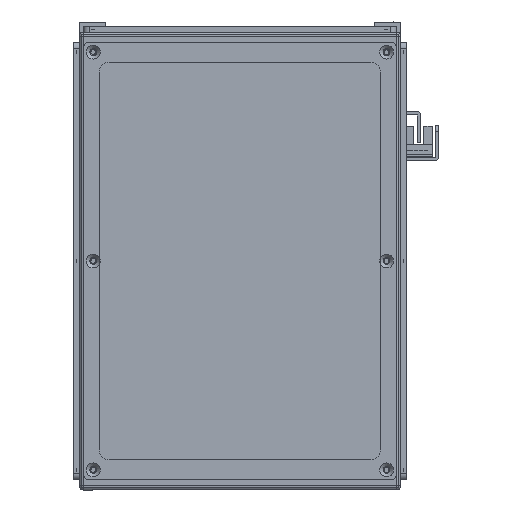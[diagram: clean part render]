
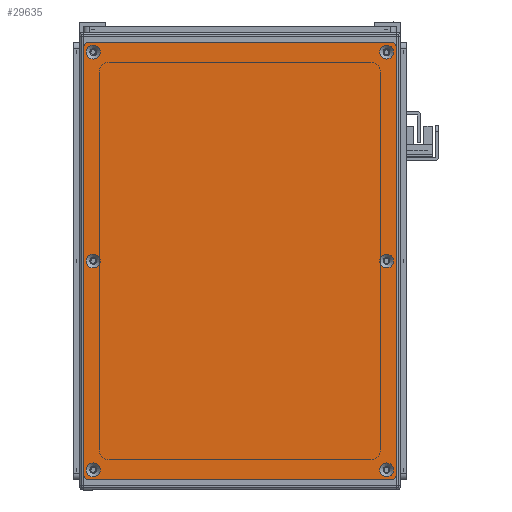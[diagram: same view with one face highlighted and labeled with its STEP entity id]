
A CAD part, front view. The second image highlights one B-rep face of the part: STEP entity #29635.
In plain terms, the highlighted planar face has unit normal (0, -1, 0).
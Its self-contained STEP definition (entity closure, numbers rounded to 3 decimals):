
#1809=FACE_BOUND('',#6589,.T.);
#1810=FACE_BOUND('',#6590,.T.);
#1811=FACE_BOUND('',#6591,.T.);
#1812=FACE_BOUND('',#6592,.T.);
#1813=FACE_BOUND('',#6593,.T.);
#1814=FACE_BOUND('',#6594,.T.);
#2464=PLANE('',#32938);
#4680=FACE_OUTER_BOUND('',#6588,.T.);
#6588=EDGE_LOOP('',(#27881,#27882,#27883,#27884,#27885,#27886,#27887,#27888));
#6589=EDGE_LOOP('',(#27889));
#6590=EDGE_LOOP('',(#27890));
#6591=EDGE_LOOP('',(#27891));
#6592=EDGE_LOOP('',(#27892));
#6593=EDGE_LOOP('',(#27893));
#6594=EDGE_LOOP('',(#27894));
#8970=LINE('',#52728,#11339);
#8971=LINE('',#52732,#11340);
#8972=LINE('',#52736,#11341);
#8973=LINE('',#52739,#11342);
#11339=VECTOR('',#41180,10.);
#11340=VECTOR('',#41183,10.);
#11341=VECTOR('',#41186,10.);
#11342=VECTOR('',#41189,10.);
#12725=CIRCLE('',#32906,3.45);
#12728=CIRCLE('',#32911,3.45);
#12731=CIRCLE('',#32916,3.45);
#12734=CIRCLE('',#32921,3.45);
#12737=CIRCLE('',#32926,3.45);
#12740=CIRCLE('',#32931,3.45);
#12743=CIRCLE('',#32936,3.);
#12745=CIRCLE('',#32939,3.);
#12746=CIRCLE('',#32940,3.);
#12747=CIRCLE('',#32941,3.);
#15488=VERTEX_POINT('',#52658);
#15491=VERTEX_POINT('',#52668);
#15494=VERTEX_POINT('',#52678);
#15497=VERTEX_POINT('',#52688);
#15500=VERTEX_POINT('',#52698);
#15503=VERTEX_POINT('',#52708);
#15506=VERTEX_POINT('',#52718);
#15507=VERTEX_POINT('',#52719);
#15510=VERTEX_POINT('',#52727);
#15511=VERTEX_POINT('',#52729);
#15512=VERTEX_POINT('',#52731);
#15513=VERTEX_POINT('',#52733);
#15514=VERTEX_POINT('',#52735);
#15515=VERTEX_POINT('',#52737);
#19611=EDGE_CURVE('',#15488,#15488,#12725,.T.);
#19616=EDGE_CURVE('',#15491,#15491,#12728,.T.);
#19621=EDGE_CURVE('',#15494,#15494,#12731,.T.);
#19626=EDGE_CURVE('',#15497,#15497,#12734,.T.);
#19631=EDGE_CURVE('',#15500,#15500,#12737,.T.);
#19636=EDGE_CURVE('',#15503,#15503,#12740,.T.);
#19641=EDGE_CURVE('',#15506,#15507,#12743,.T.);
#19645=EDGE_CURVE('',#15506,#15510,#8970,.T.);
#19646=EDGE_CURVE('',#15511,#15510,#12745,.T.);
#19647=EDGE_CURVE('',#15511,#15512,#8971,.T.);
#19648=EDGE_CURVE('',#15513,#15512,#12746,.T.);
#19649=EDGE_CURVE('',#15513,#15514,#8972,.T.);
#19650=EDGE_CURVE('',#15515,#15514,#12747,.T.);
#19651=EDGE_CURVE('',#15515,#15507,#8973,.T.);
#27881=ORIENTED_EDGE('',*,*,#19641,.F.);
#27882=ORIENTED_EDGE('',*,*,#19645,.T.);
#27883=ORIENTED_EDGE('',*,*,#19646,.F.);
#27884=ORIENTED_EDGE('',*,*,#19647,.T.);
#27885=ORIENTED_EDGE('',*,*,#19648,.F.);
#27886=ORIENTED_EDGE('',*,*,#19649,.T.);
#27887=ORIENTED_EDGE('',*,*,#19650,.F.);
#27888=ORIENTED_EDGE('',*,*,#19651,.T.);
#27889=ORIENTED_EDGE('',*,*,#19611,.T.);
#27890=ORIENTED_EDGE('',*,*,#19616,.T.);
#27891=ORIENTED_EDGE('',*,*,#19621,.T.);
#27892=ORIENTED_EDGE('',*,*,#19626,.T.);
#27893=ORIENTED_EDGE('',*,*,#19631,.T.);
#27894=ORIENTED_EDGE('',*,*,#19636,.T.);
#29635=ADVANCED_FACE('',(#4680,#1809,#1810,#1811,#1812,#1813,#1814),#2464,
 .T.);
#32906=AXIS2_PLACEMENT_3D('',#52659,#41100,#41101);
#32911=AXIS2_PLACEMENT_3D('',#52669,#41112,#41113);
#32916=AXIS2_PLACEMENT_3D('',#52679,#41124,#41125);
#32921=AXIS2_PLACEMENT_3D('',#52689,#41136,#41137);
#32926=AXIS2_PLACEMENT_3D('',#52699,#41148,#41149);
#32931=AXIS2_PLACEMENT_3D('',#52709,#41160,#41161);
#32936=AXIS2_PLACEMENT_3D('',#52720,#41172,#41173);
#32938=AXIS2_PLACEMENT_3D('',#52726,#41178,#41179);
#32939=AXIS2_PLACEMENT_3D('',#52730,#41181,#41182);
#32940=AXIS2_PLACEMENT_3D('',#52734,#41184,#41185);
#32941=AXIS2_PLACEMENT_3D('',#52738,#41187,#41188);
#41100=DIRECTION('center_axis',(0.,1.,0.));
#41101=DIRECTION('ref_axis',(1.,0.,0.));
#41112=DIRECTION('center_axis',(0.,1.,0.));
#41113=DIRECTION('ref_axis',(1.,0.,0.));
#41124=DIRECTION('center_axis',(0.,1.,0.));
#41125=DIRECTION('ref_axis',(1.,0.,0.));
#41136=DIRECTION('center_axis',(0.,1.,0.));
#41137=DIRECTION('ref_axis',(1.,0.,0.));
#41148=DIRECTION('center_axis',(0.,1.,0.));
#41149=DIRECTION('ref_axis',(1.,0.,0.));
#41160=DIRECTION('center_axis',(0.,1.,0.));
#41161=DIRECTION('ref_axis',(1.,0.,0.));
#41172=DIRECTION('center_axis',(0.,1.,0.));
#41173=DIRECTION('ref_axis',(-0.707,0.,0.707));
#41178=DIRECTION('center_axis',(0.,-1.,0.));
#41179=DIRECTION('ref_axis',(0.,0.,-1.));
#41180=DIRECTION('',(0.,0.,-1.));
#41181=DIRECTION('center_axis',(0.,1.,0.));
#41182=DIRECTION('ref_axis',(-0.707,0.,-0.707));
#41183=DIRECTION('',(1.,0.,0.));
#41184=DIRECTION('center_axis',(0.,1.,0.));
#41185=DIRECTION('ref_axis',(0.707,0.,-0.707));
#41186=DIRECTION('',(0.,0.,1.));
#41187=DIRECTION('center_axis',(0.,1.,0.));
#41188=DIRECTION('ref_axis',(0.707,0.,0.707));
#41189=DIRECTION('',(-1.,0.,0.));
#52658=CARTESIAN_POINT('',(100.55,-1.5,73.));
#52659=CARTESIAN_POINT('Origin',(104.,-1.5,73.));
#52668=CARTESIAN_POINT('',(-107.45,-1.5,-73.));
#52669=CARTESIAN_POINT('Origin',(-104.,-1.5,-73.));
#52678=CARTESIAN_POINT('',(-3.45,-1.5,73.));
#52679=CARTESIAN_POINT('Origin',(0.,-1.5,73.));
#52688=CARTESIAN_POINT('',(-3.45,-1.5,-73.));
#52689=CARTESIAN_POINT('Origin',(0.,-1.5,-73.));
#52698=CARTESIAN_POINT('',(-107.45,-1.5,73.));
#52699=CARTESIAN_POINT('Origin',(-104.,-1.5,73.));
#52708=CARTESIAN_POINT('',(100.55,-1.5,-73.));
#52709=CARTESIAN_POINT('Origin',(104.,-1.5,-73.));
#52718=CARTESIAN_POINT('',(-109.,-1.5,75.));
#52719=CARTESIAN_POINT('',(-106.,-1.5,78.));
#52720=CARTESIAN_POINT('Origin',(-106.,-1.5,75.));
#52726=CARTESIAN_POINT('Origin',(0.,-1.5,0.));
#52727=CARTESIAN_POINT('',(-109.,-1.5,-75.));
#52728=CARTESIAN_POINT('',(-109.,-1.5,78.));
#52729=CARTESIAN_POINT('',(-106.,-1.5,-78.));
#52730=CARTESIAN_POINT('Origin',(-106.,-1.5,-75.));
#52731=CARTESIAN_POINT('',(106.,-1.5,-78.));
#52732=CARTESIAN_POINT('',(-109.,-1.5,-78.));
#52733=CARTESIAN_POINT('',(109.,-1.5,-75.));
#52734=CARTESIAN_POINT('Origin',(106.,-1.5,-75.));
#52735=CARTESIAN_POINT('',(109.,-1.5,75.));
#52736=CARTESIAN_POINT('',(109.,-1.5,-78.));
#52737=CARTESIAN_POINT('',(106.,-1.5,78.));
#52738=CARTESIAN_POINT('Origin',(106.,-1.5,75.));
#52739=CARTESIAN_POINT('',(109.,-1.5,78.));
